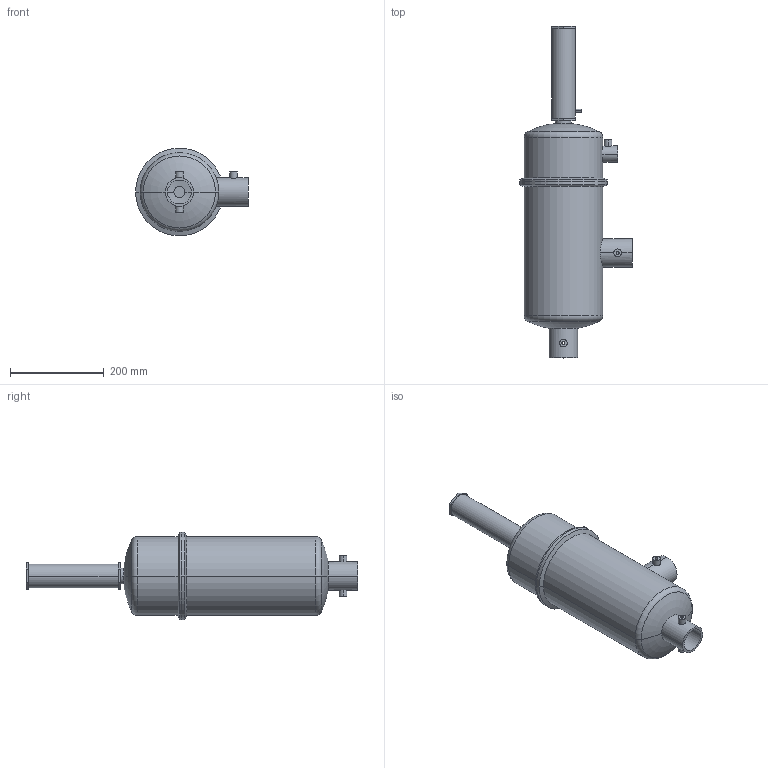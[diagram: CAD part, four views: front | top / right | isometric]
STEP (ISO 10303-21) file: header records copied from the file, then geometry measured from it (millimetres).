
FILE_DESCRIPTION (( 'STEP AP203' ), '1' );
FILE_NAME ('ML2-90.STEP', '2020-07-22T09:23:14', ( '' ), ( '' ), 'SwSTEP 2.0', 'SolidWorks 2017', '' );
FILE_SCHEMA (( 'CONFIG_CONTROL_DESIGN' ));
Length unit declared in the file: inch
Products named in the file (1): ML2-90
Bounding box: 241.24 x 709.59 x 187.32 mm (x, y, z)
Volume: 1738333.9 mm3; surface area: 621734.6 mm2
Topology: 5 solids, 5 shells, 105 faces, 250 edges, 154 vertices
Faces by surface type: cylinder 54, plane 29, torus 16, cone 6
Entity records: 4229 total; most frequent: CARTESIAN_POINT 1678, DIRECTION 528, ORIENTED_EDGE 500, EDGE_CURVE 250, AXIS2_PLACEMENT_3D 212, VERTEX_POINT 154, EDGE_LOOP 126, CIRCLE 106
